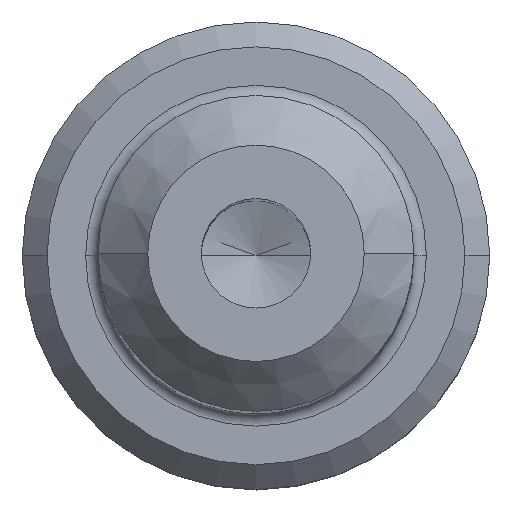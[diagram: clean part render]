
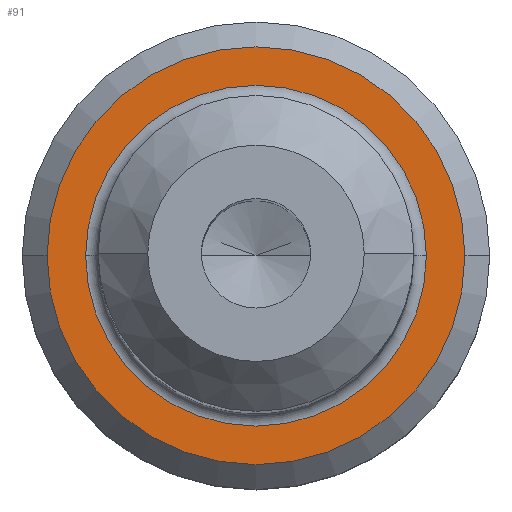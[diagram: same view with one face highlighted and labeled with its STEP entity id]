
A CAD part, top view. The second image highlights one B-rep face of the part: STEP entity #91.
In plain terms, the highlighted planar face has unit normal (0, 0, 1).
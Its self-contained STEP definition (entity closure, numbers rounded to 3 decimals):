
#46=PLANE('',#560);
#91=ADVANCED_FACE('',(#136,#137),#46,.F.);
#136=FACE_BOUND('',#158,.T.);
#137=FACE_BOUND('',#159,.T.);
#158=EDGE_LOOP('',(#257,#258));
#159=EDGE_LOOP('',(#259,#260));
#189=CIRCLE('',#555,3.425);
#190=CIRCLE('',#557,4.199);
#191=CIRCLE('',#558,4.199);
#192=CIRCLE('',#559,3.425);
#257=ORIENTED_EDGE('',*,*,#405,.F.);
#258=ORIENTED_EDGE('',*,*,#406,.F.);
#259=ORIENTED_EDGE('',*,*,#407,.F.);
#260=ORIENTED_EDGE('',*,*,#404,.F.);
#350=VERTEX_POINT('',#1035);
#351=VERTEX_POINT('',#1037);
#352=VERTEX_POINT('',#1041);
#353=VERTEX_POINT('',#1042);
#404=EDGE_CURVE('',#351,#350,#189,.T.);
#405=EDGE_CURVE('',#352,#353,#190,.T.);
#406=EDGE_CURVE('',#353,#352,#191,.T.);
#407=EDGE_CURVE('',#350,#351,#192,.T.);
#555=AXIS2_PLACEMENT_3D('',#1038,#649,#650);
#557=AXIS2_PLACEMENT_3D('',#1040,#653,#654);
#558=AXIS2_PLACEMENT_3D('',#1043,#655,#656);
#559=AXIS2_PLACEMENT_3D('',#1044,#657,#658);
#560=AXIS2_PLACEMENT_3D('',#1045,#659,#660);
#649=DIRECTION('',(0.,0.,1.));
#650=DIRECTION('',(1.,0.,0.));
#653=DIRECTION('',(0.,0.,-1.));
#654=DIRECTION('',(1.,0.,0.));
#655=DIRECTION('',(0.,0.,-1.));
#656=DIRECTION('',(-1.,0.,0.));
#657=DIRECTION('',(0.,0.,1.));
#658=DIRECTION('',(-1.,0.,0.));
#659=DIRECTION('',(0.,0.,-1.));
#660=DIRECTION('',(-1.,0.,0.));
#1035=CARTESIAN_POINT('',(-3.425,0.,6.274));
#1037=CARTESIAN_POINT('',(3.425,0.,6.274));
#1038=CARTESIAN_POINT('',(0.,0.,6.274));
#1040=CARTESIAN_POINT('',(0.,0.,6.274));
#1041=CARTESIAN_POINT('',(4.199,0.,6.274));
#1042=CARTESIAN_POINT('',(-4.199,0.,6.274));
#1043=CARTESIAN_POINT('',(0.,0.,6.274));
#1044=CARTESIAN_POINT('',(0.,0.,6.274));
#1045=CARTESIAN_POINT('',(0.,0.,6.274));
